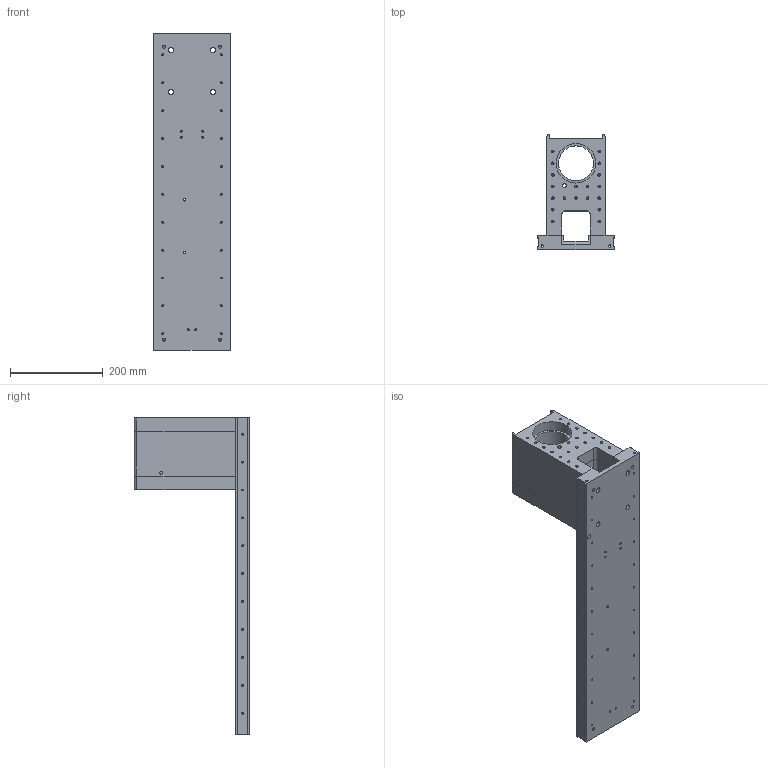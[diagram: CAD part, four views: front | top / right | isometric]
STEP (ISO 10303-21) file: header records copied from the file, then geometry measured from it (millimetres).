
FILE_DESCRIPTION(('FreeCAD Model'),'2;1');
FILE_NAME('Open CASCADE Shape Model','2024-12-07T22:53:23',(''),(''), 'Open CASCADE STEP processor 7.8','FreeCAD','Unknown');
FILE_SCHEMA(('AUTOMOTIVE_DESIGN { 1 0 10303 214 1 1 1 1 }'));
Length unit declared in the file: millimetre
Products named in the file (1): BaseAndHeadstock3DP
Bounding box: 164 x 247.5 x 680 mm (x, y, z)
Volume: 4899888.9 mm3; surface area: 623413 mm2
Topology: 1 solids, 1 shells, 305 faces, 784 edges, 486 vertices
Faces by surface type: cylinder 131, plane 88, cone 86
Full cylindrical faces by diameter (mm): 3.3 x18, 4.2 x50, 5 x5, 5.5 x19, 6.4 x1, 6.8 x4, 9 x1, 10 x3, 11 x4, 75 x1, 85 x1, 90 x1
Entity records: 18864 total; most frequent: CARTESIAN_POINT 4097, DIRECTION 2863, LINE 1679, VECTOR 1679, ORIENTED_EDGE 1402, PCURVE 1402, DEFINITIONAL_REPRESENTATION 1402, EDGE_CURVE 701
